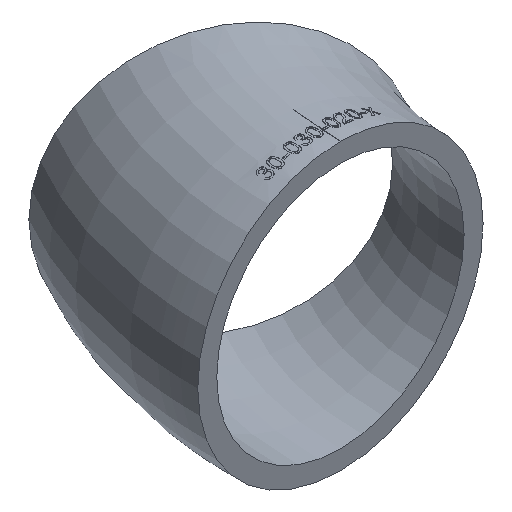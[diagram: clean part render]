
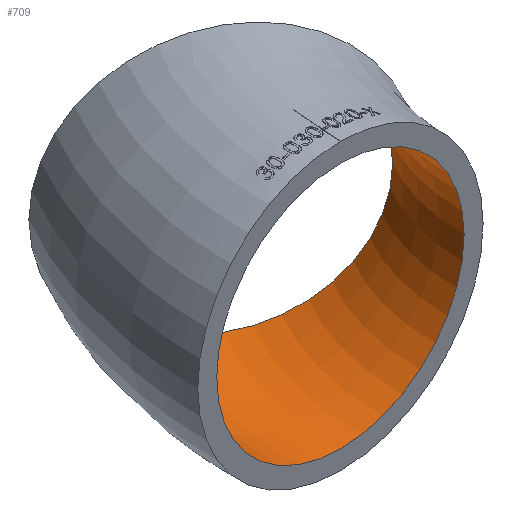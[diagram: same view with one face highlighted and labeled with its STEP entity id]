
A CAD part, isometric view. The second image highlights one B-rep face of the part: STEP entity #709.
In plain terms, the highlighted toroidal (fillet/blend) face has major radius 33.5 mm and minor radius 13 mm.
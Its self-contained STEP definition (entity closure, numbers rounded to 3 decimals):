
#533 = DIRECTION ( 'NONE',  ( 0.5, 0.866, 0. ) ) ;
#709 = ADVANCED_FACE ( 'NONE', ( #11145, #5828 ), #4546, .F. ) ;
#843 = CARTESIAN_POINT ( 'NONE',  ( 0., 0., 0. ) ) ;
#1625 = CARTESIAN_POINT ( 'NONE',  ( -29.012, 16.75, 0. ) ) ;
#2102 = DIRECTION ( 'NONE',  ( -1., 0., 0. ) ) ;
#3479 = ORIENTED_EDGE ( 'NONE', *, *, #7769, .F. ) ;
#3748 = AXIS2_PLACEMENT_3D ( 'NONE', #843, #4844, #2102 ) ;
#4223 = CARTESIAN_POINT ( 'NONE',  ( -40.27, 23.25, 0. ) ) ;
#4546 = TOROIDAL_SURFACE ( 'NONE', #3748, 33.5, 13. ) ;
#4551 = VERTEX_POINT ( 'NONE', #15871 ) ;
#4812 = ORIENTED_EDGE ( 'NONE', *, *, #15793, .T. ) ;
#4844 = DIRECTION ( 'NONE',  ( 0., 0., -1. ) ) ;
#5828 = FACE_OUTER_BOUND ( 'NONE', #12386, .T. ) ;
#6669 = DIRECTION ( 'NONE',  ( -0.866, 0.5, 0. ) ) ;
#7003 = CARTESIAN_POINT ( 'NONE',  ( -33.5, 0., 0. ) ) ;
#7748 = EDGE_LOOP ( 'NONE', ( #4812 ) ) ;
#7769 = EDGE_CURVE ( 'NONE', #4551, #4551, #8947, .T. ) ;
#8346 = DIRECTION ( 'NONE',  ( 0., 0., 1. ) ) ;
#8347 = CIRCLE ( 'NONE', #9151, 13. ) ;
#8947 = CIRCLE ( 'NONE', #11322, 13. ) ;
#9151 = AXIS2_PLACEMENT_3D ( 'NONE', #1625, #533, #6669 ) ;
#10684 = DIRECTION ( 'NONE',  ( 0., 1., 0. ) ) ;
#11145 = FACE_OUTER_BOUND ( 'NONE', #7748, .T. ) ;
#11322 = AXIS2_PLACEMENT_3D ( 'NONE', #7003, #10684, #8346 ) ;
#12386 = EDGE_LOOP ( 'NONE', ( #3479 ) ) ;
#13187 = VERTEX_POINT ( 'NONE', #4223 ) ;
#15793 = EDGE_CURVE ( 'NONE', #13187, #13187, #8347, .T. ) ;
#15871 = CARTESIAN_POINT ( 'NONE',  ( -33.5, 0., 13. ) ) ;
